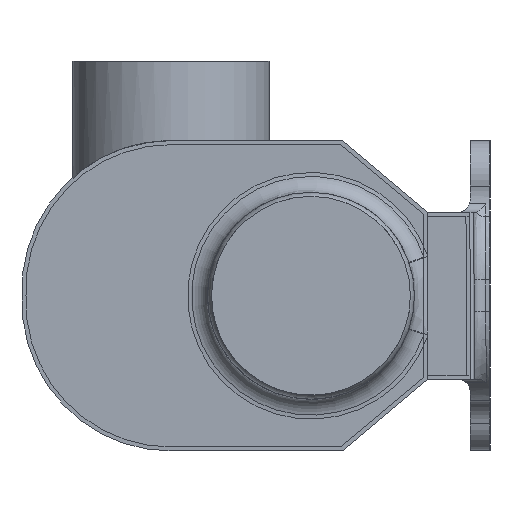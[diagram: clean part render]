
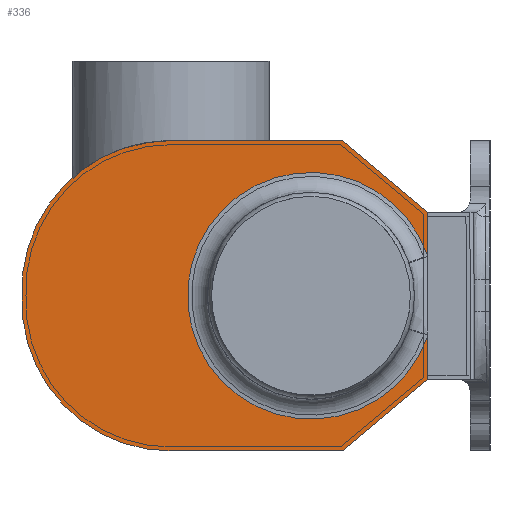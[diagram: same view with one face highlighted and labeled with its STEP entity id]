
A CAD part, left-side view. The second image highlights one B-rep face of the part: STEP entity #336.
In plain terms, the highlighted planar face has unit normal (-1, 0, 0).
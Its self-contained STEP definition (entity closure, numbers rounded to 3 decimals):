
#336=ADVANCED_FACE('',(#3843),#3845,.T.);
#3843=FACE_BOUND('',#3844,.T.);
#3844=EDGE_LOOP('',(#9343,#9344,#9345,#9346,#9347,#9348,#9349,#9350,#9351));
#3845=PLANE('',#3846);
#3846=AXIS2_PLACEMENT_3D('',#3847,#3848,#3849);
#3847=CARTESIAN_POINT('',(-851.,0.,0.));
#3848=DIRECTION('',(-1.,0.,0.));
#3849=DIRECTION('',(0.,0.,1.));
#9343=ORIENTED_EDGE('',*,*,#11461,.F.);
#9344=ORIENTED_EDGE('',*,*,#11462,.T.);
#9345=ORIENTED_EDGE('',*,*,#11463,.T.);
#9346=ORIENTED_EDGE('',*,*,#11411,.T.);
#9347=ORIENTED_EDGE('',*,*,#11409,.T.);
#9348=ORIENTED_EDGE('',*,*,#11460,.T.);
#9349=ORIENTED_EDGE('',*,*,#11464,.T.);
#9350=ORIENTED_EDGE('',*,*,#11465,.T.);
#9351=ORIENTED_EDGE('',*,*,#11466,.T.);
#11409=EDGE_CURVE('',#12565,#12563,#12566,.T.);
#11411=EDGE_CURVE('',#12568,#12565,#12569,.T.);
#11460=EDGE_CURVE('',#12563,#12652,#12654,.T.);
#11461=EDGE_CURVE('',#12655,#12656,#12657,.T.);
#11462=EDGE_CURVE('',#12655,#12658,#12659,.T.);
#11463=EDGE_CURVE('',#12658,#12568,#12660,.T.);
#11464=EDGE_CURVE('',#12652,#12661,#12662,.T.);
#11465=EDGE_CURVE('',#12661,#12663,#12664,.T.);
#11466=EDGE_CURVE('',#12663,#12656,#12665,.T.);
#12563=VERTEX_POINT('',#14887);
#12565=VERTEX_POINT('',#14891);
#12566=CIRCLE('',#14892,37.501);
#12568=VERTEX_POINT('',#14899);
#12569=LINE('',#14900,#14901);
#12652=VERTEX_POINT('',#15130);
#12654=CIRCLE('',#15134,37.501);
#12655=VERTEX_POINT('',#15138);
#12656=VERTEX_POINT('',#15139);
#12657=CIRCLE('',#15140,31.);
#12658=VERTEX_POINT('',#15144);
#12659=LINE('',#15145,#15146);
#12660=LINE('',#15148,#15149);
#12661=VERTEX_POINT('',#15151);
#12662=LINE('',#15152,#15153);
#12663=VERTEX_POINT('',#15155);
#12664=LINE('',#15156,#15157);
#12665=LINE('',#15159,#15160);
#14887=CARTESIAN_POINT('',(-851.,112.621,0.));
#14891=CARTESIAN_POINT('',(-851.,75.15,39.));
#14892=AXIS2_PLACEMENT_3D('',#14893,#14894,#14895);
#14893=CARTESIAN_POINT('',(-851.,75.15,1.499));
#14894=DIRECTION('',(-1.,0.,0.));
#14895=DIRECTION('',(0.,0.,1.));
#14899=CARTESIAN_POINT('',(-851.,32.15,39.));
#14900=CARTESIAN_POINT('',(-851.,32.15,39.));
#14901=VECTOR('',#14902,1.);
#14902=DIRECTION('',(0.,1.,0.));
#15130=CARTESIAN_POINT('',(-851.,75.15,-39.));
#15134=AXIS2_PLACEMENT_3D('',#15135,#15136,#15137);
#15135=CARTESIAN_POINT('',(-851.,75.15,-1.499));
#15136=DIRECTION('',(-1.,0.,0.));
#15137=DIRECTION('',(0.,0.999,0.04));
#15138=CARTESIAN_POINT('',(-851.,10.61,9.859));
#15139=CARTESIAN_POINT('',(-851.,10.61,-9.859));
#15140=AXIS2_PLACEMENT_3D('',#15141,#15142,#15143);
#15141=CARTESIAN_POINT('',(-851.,40.,0.));
#15142=DIRECTION('',(-1.,0.,0.));
#15143=DIRECTION('',(0.,-0.948,0.318));
#15144=CARTESIAN_POINT('',(-851.,10.61,21.));
#15145=CARTESIAN_POINT('',(-851.,10.61,9.859));
#15146=VECTOR('',#15147,1.);
#15147=DIRECTION('',(0.,0.,1.));
#15148=CARTESIAN_POINT('',(-851.,10.61,21.));
#15149=VECTOR('',#15150,1.);
#15150=DIRECTION('',(0.,0.767,0.641));
#15151=CARTESIAN_POINT('',(-851.,32.15,-39.));
#15152=CARTESIAN_POINT('',(-851.,75.15,-39.));
#15153=VECTOR('',#15154,1.);
#15154=DIRECTION('',(0.,-1.,0.));
#15155=CARTESIAN_POINT('',(-851.,10.61,-21.));
#15156=CARTESIAN_POINT('',(-851.,32.15,-39.));
#15157=VECTOR('',#15158,1.);
#15158=DIRECTION('',(0.,-0.767,0.641));
#15159=CARTESIAN_POINT('',(-851.,10.61,-21.));
#15160=VECTOR('',#15161,1.);
#15161=DIRECTION('',(0.,0.,1.));
